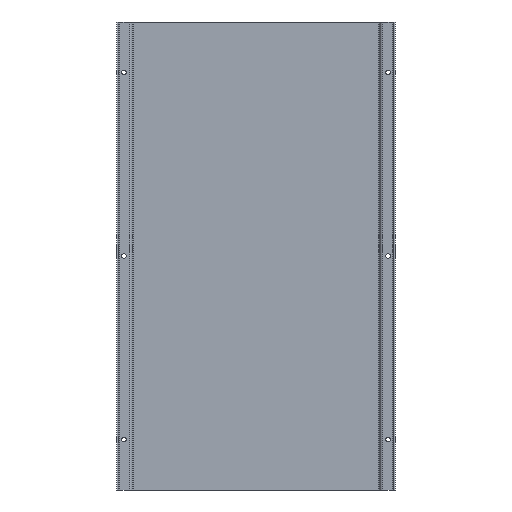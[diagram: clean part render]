
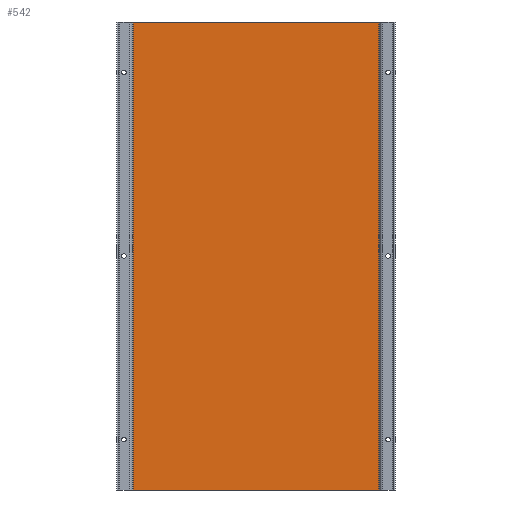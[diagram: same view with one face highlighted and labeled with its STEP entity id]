
A CAD part, front view. The second image highlights one B-rep face of the part: STEP entity #542.
In plain terms, the highlighted planar face has unit normal (0, -1, 0).
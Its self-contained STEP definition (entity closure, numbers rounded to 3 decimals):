
#93 = CARTESIAN_POINT ( 'NONE',  ( -133.5, 45., 255. ) ) ;
#113 = DIRECTION ( 'NONE',  ( 0., 0., -1. ) ) ;
#159 = CARTESIAN_POINT ( 'NONE',  ( 133.5, 45., -255. ) ) ;
#289 = DIRECTION ( 'NONE',  ( 1., 0., 0. ) ) ;
#397 = EDGE_CURVE ( 'NONE', #1756, #1766, #595, .T. ) ;
#404 = EDGE_CURVE ( 'NONE', #1662, #2065, #581, .T. ) ;
#460 = DIRECTION ( 'NONE',  ( 0., -1., 0. ) ) ;
#469 = FACE_OUTER_BOUND ( 'NONE', #1226, .T. ) ;
#542 = ADVANCED_FACE ( 'NONE', ( #469 ), #584, .T. ) ;
#579 = VECTOR ( 'NONE', #1027, 1000. ) ;
#581 = LINE ( 'NONE', #1721, #579 ) ;
#583 = VECTOR ( 'NONE', #113, 1000. ) ;
#584 = PLANE ( 'NONE',  #2269 ) ;
#595 = LINE ( 'NONE', #93, #583 ) ;
#764 = CARTESIAN_POINT ( 'NONE',  ( -136.5, 45., 255. ) ) ;
#813 = CARTESIAN_POINT ( 'NONE',  ( -133.5, 45., -255. ) ) ;
#978 = CARTESIAN_POINT ( 'NONE',  ( -133.5, 45., 255. ) ) ;
#1027 = DIRECTION ( 'NONE',  ( 0., 0., -1. ) ) ;
#1141 = EDGE_CURVE ( 'NONE', #1662, #1756, #1972, .T. ) ;
#1145 = EDGE_CURVE ( 'NONE', #2065, #1766, #1947, .T. ) ;
#1180 = ORIENTED_EDGE ( 'NONE', *, *, #1141, .T. ) ;
#1183 = CARTESIAN_POINT ( 'NONE',  ( -136.5, 45., -255. ) ) ;
#1190 = CARTESIAN_POINT ( 'NONE',  ( -136.5, 45., 255. ) ) ;
#1226 = EDGE_LOOP ( 'NONE', ( #1321, #1295, #1180, #1413 ) ) ;
#1295 = ORIENTED_EDGE ( 'NONE', *, *, #404, .F. ) ;
#1321 = ORIENTED_EDGE ( 'NONE', *, *, #1145, .F. ) ;
#1335 = CARTESIAN_POINT ( 'NONE',  ( 133.5, 45., 255. ) ) ;
#1413 = ORIENTED_EDGE ( 'NONE', *, *, #397, .T. ) ;
#1483 = DIRECTION ( 'NONE',  ( -1., 0., 0. ) ) ;
#1662 = VERTEX_POINT ( 'NONE', #1335 ) ;
#1675 = DIRECTION ( 'NONE',  ( -1., 0., 0. ) ) ;
#1721 = CARTESIAN_POINT ( 'NONE',  ( 133.5, 45., 255. ) ) ;
#1756 = VERTEX_POINT ( 'NONE', #978 ) ;
#1766 = VERTEX_POINT ( 'NONE', #813 ) ;
#1926 = VECTOR ( 'NONE', #1483, 1000. ) ;
#1947 = LINE ( 'NONE', #1183, #1926 ) ;
#1972 = LINE ( 'NONE', #1190, #1973 ) ;
#1973 = VECTOR ( 'NONE', #1675, 1000. ) ;
#2065 = VERTEX_POINT ( 'NONE', #159 ) ;
#2269 = AXIS2_PLACEMENT_3D ( 'NONE', #764, #460, #289 ) ;
